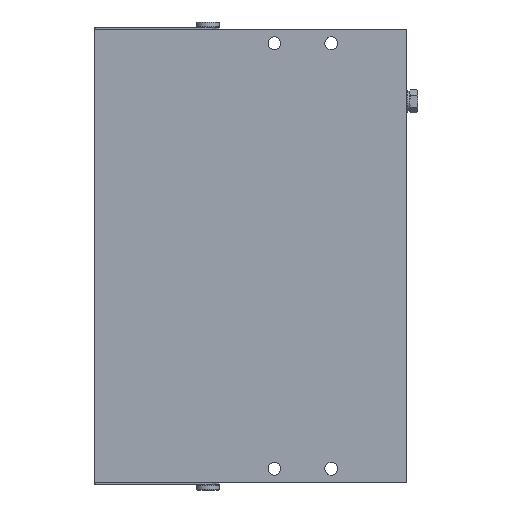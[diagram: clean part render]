
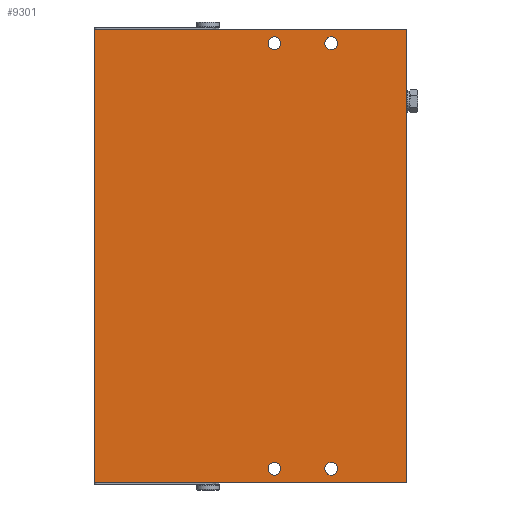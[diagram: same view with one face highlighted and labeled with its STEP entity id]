
A CAD part, front view. The second image highlights one B-rep face of the part: STEP entity #9301.
In plain terms, the highlighted planar face has unit normal (0, -1, 0).
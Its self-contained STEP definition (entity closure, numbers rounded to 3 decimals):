
#577=CIRCLE('',#10409,2.25);
#578=CIRCLE('',#10410,2.25);
#579=CIRCLE('',#10411,2.25);
#580=CIRCLE('',#10412,2.25);
#1270=ORIENTED_EDGE('',*,*,#3689,.T.);
#1271=ORIENTED_EDGE('',*,*,#3690,.T.);
#1272=ORIENTED_EDGE('',*,*,#3691,.T.);
#1273=ORIENTED_EDGE('',*,*,#3692,.T.);
#1274=ORIENTED_EDGE('',*,*,#3693,.T.);
#1275=ORIENTED_EDGE('',*,*,#3694,.F.);
#1276=ORIENTED_EDGE('',*,*,#3666,.F.);
#1277=ORIENTED_EDGE('',*,*,#3343,.T.);
#3343=EDGE_CURVE('',#4558,#4557,#5498,.T.);
#3666=EDGE_CURVE('',#4558,#4866,#5667,.T.);
#3689=EDGE_CURVE('',#4897,#4897,#577,.T.);
#3690=EDGE_CURVE('',#4898,#4898,#578,.T.);
#3691=EDGE_CURVE('',#4899,#4899,#579,.T.);
#3692=EDGE_CURVE('',#4900,#4900,#580,.T.);
#3693=EDGE_CURVE('',#4557,#4901,#5680,.T.);
#3694=EDGE_CURVE('',#4866,#4901,#5681,.T.);
#4557=VERTEX_POINT('',#14345);
#4558=VERTEX_POINT('',#14347);
#4866=VERTEX_POINT('',#14967);
#4897=VERTEX_POINT('',#15063);
#4898=VERTEX_POINT('',#15065);
#4899=VERTEX_POINT('',#15067);
#4900=VERTEX_POINT('',#15069);
#4901=VERTEX_POINT('',#15071);
#5498=LINE('',#14346,#6169);
#5667=LINE('',#14992,#6338);
#5680=LINE('',#15070,#6351);
#5681=LINE('',#15072,#6352);
#6169=VECTOR('',#11387,1000.);
#6338=VECTOR('',#11868,1000.);
#6351=VECTOR('',#11915,1000.);
#6352=VECTOR('',#11916,1000.);
#6984=EDGE_LOOP('',(#1270));
#6985=EDGE_LOOP('',(#1271));
#6986=EDGE_LOOP('',(#1272));
#6987=EDGE_LOOP('',(#1273));
#6988=EDGE_LOOP('',(#1274,#1275,#1276,#1277));
#8035=FACE_BOUND('',#6984,.T.);
#8036=FACE_BOUND('',#6985,.T.);
#8037=FACE_BOUND('',#6986,.T.);
#8038=FACE_BOUND('',#6987,.T.);
#8039=FACE_BOUND('',#6988,.T.);
#8962=PLANE('',#10408);
#9301=ADVANCED_FACE('',(#8035,#8036,#8037,#8038,#8039),#8962,.F.);
#10408=AXIS2_PLACEMENT_3D('',#15061,#11905,#11906);
#10409=AXIS2_PLACEMENT_3D('',#15062,#11907,#11908);
#10410=AXIS2_PLACEMENT_3D('',#15064,#11909,#11910);
#10411=AXIS2_PLACEMENT_3D('',#15066,#11911,#11912);
#10412=AXIS2_PLACEMENT_3D('',#15068,#11913,#11914);
#11387=DIRECTION('',(0.,0.,-1.));
#11868=DIRECTION('',(1.,0.,0.));
#11905=DIRECTION('',(0.,1.,0.));
#11906=DIRECTION('',(0.,0.,1.));
#11907=DIRECTION('',(0.,1.,0.));
#11908=DIRECTION('',(0.,0.,1.));
#11909=DIRECTION('',(0.,1.,0.));
#11910=DIRECTION('',(0.,0.,1.));
#11911=DIRECTION('',(0.,1.,0.));
#11912=DIRECTION('',(0.,0.,1.));
#11913=DIRECTION('',(0.,1.,0.));
#11914=DIRECTION('',(0.,0.,1.));
#11915=DIRECTION('',(1.,0.,0.));
#11916=DIRECTION('',(0.,0.,-1.));
#14345=CARTESIAN_POINT('',(0.,-33.8,0.));
#14346=CARTESIAN_POINT('',(0.,-33.8,160.));
#14347=CARTESIAN_POINT('',(0.,-33.8,160.));
#14967=CARTESIAN_POINT('',(110.,-33.8,160.));
#14992=CARTESIAN_POINT('',(0.,-33.8,160.));
#15061=CARTESIAN_POINT('',(0.,-33.8,160.));
#15062=CARTESIAN_POINT('',(46.5,-33.8,5.));
#15063=CARTESIAN_POINT('',(46.5,-33.8,7.25));
#15064=CARTESIAN_POINT('',(26.5,-33.8,155.));
#15065=CARTESIAN_POINT('',(26.5,-33.8,157.25));
#15066=CARTESIAN_POINT('',(46.5,-33.8,155.));
#15067=CARTESIAN_POINT('',(46.5,-33.8,157.25));
#15068=CARTESIAN_POINT('',(26.5,-33.8,5.));
#15069=CARTESIAN_POINT('',(26.5,-33.8,7.25));
#15070=CARTESIAN_POINT('',(0.,-33.8,0.));
#15071=CARTESIAN_POINT('',(110.,-33.8,0.));
#15072=CARTESIAN_POINT('',(110.,-33.8,160.));
